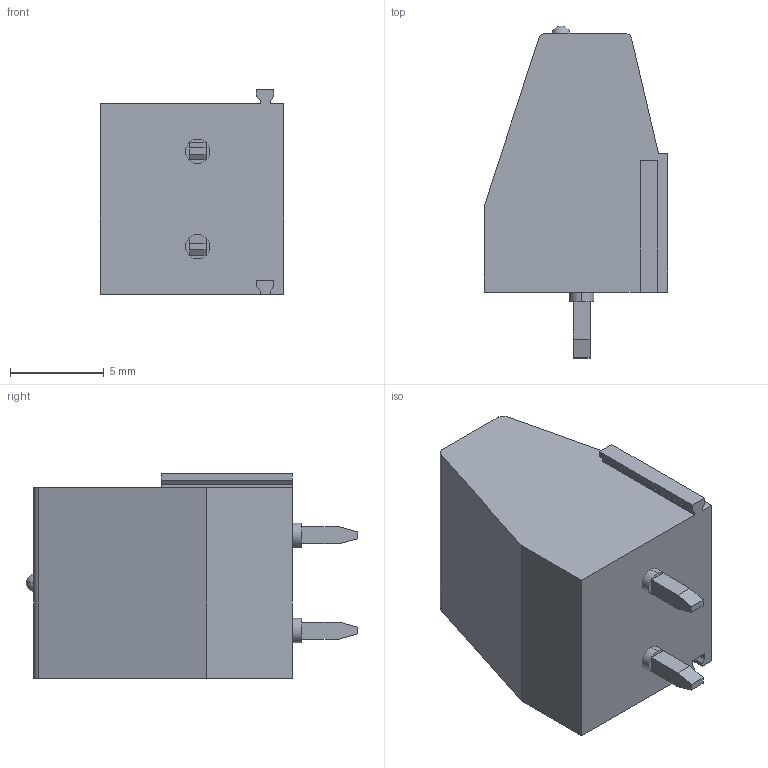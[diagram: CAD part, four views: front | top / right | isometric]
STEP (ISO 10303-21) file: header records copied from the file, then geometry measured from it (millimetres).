
FILE_DESCRIPTION (( 'STEP AP214' ), '1' );
FILE_NAME ('1715721.STEP', '2021-08-30T06:21:43', ( '' ), ( '' ), 'SwSTEP 2.0', 'SolidWorks 2018', '' );
FILE_SCHEMA (( 'AUTOMOTIVE_DESIGN' ));
Length unit declared in the file: millimetre
Products named in the file (2): 1715721
Bounding box: 9.8 x 17.7 x 10.9 mm (x, y, z)
Volume: 1079.3 mm3; surface area: 858.1 mm2
Topology: 1 solids, 1 shells, 118 faces, 303 edges, 202 vertices
Faces by surface type: plane 82, cylinder 34, sphere 2
Entity records: 4779 total; most frequent: CARTESIAN_POINT 625, DIRECTION 622, ORIENTED_EDGE 606, EDGE_CURVE 303, LINE 224, VECTOR 224, VERTEX_POINT 202, AXIS2_PLACEMENT_3D 199
